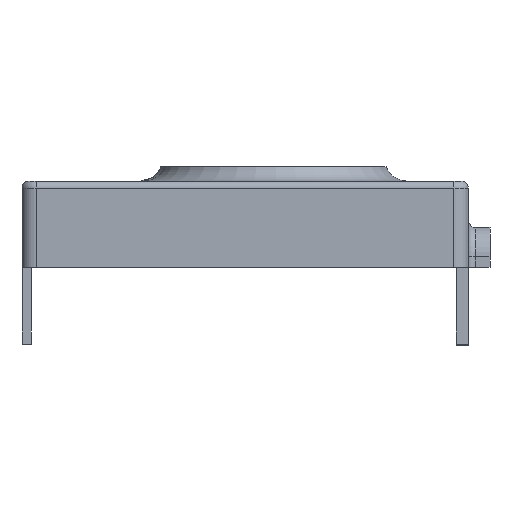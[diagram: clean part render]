
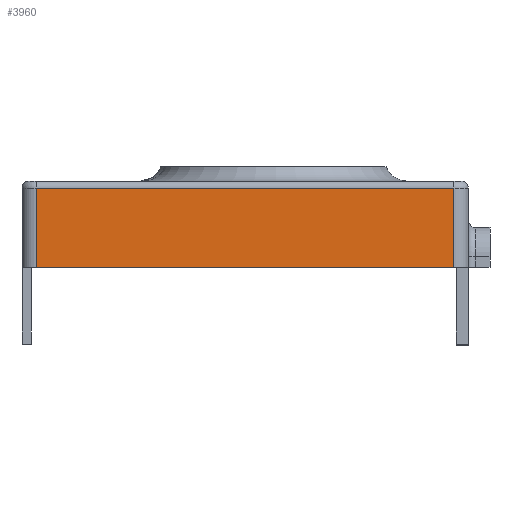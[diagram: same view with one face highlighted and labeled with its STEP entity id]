
A CAD part, front view. The second image highlights one B-rep face of the part: STEP entity #3960.
In plain terms, the highlighted planar face has unit normal (0, -1, 0).
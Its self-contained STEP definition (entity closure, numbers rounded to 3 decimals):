
#65 = VERTEX_POINT ( 'NONE', #4171 ) ;
#342 = CARTESIAN_POINT ( 'NONE',  ( 17.626, -106.137, 9. ) ) ;
#351 = CARTESIAN_POINT ( 'NONE',  ( 17.626, -106.137, 11. ) ) ;
#422 = LINE ( 'NONE', #342, #2120 ) ;
#457 = DIRECTION ( 'NONE',  ( 0., 0., -1. ) ) ;
#517 = VERTEX_POINT ( 'NONE', #351 ) ;
#612 = EDGE_CURVE ( 'NONE', #65, #3702, #1882, .T. ) ;
#656 = VERTEX_POINT ( 'NONE', #4515 ) ;
#907 = LINE ( 'NONE', #2394, #1109 ) ;
#1051 = EDGE_CURVE ( 'NONE', #656, #517, #422, .T. ) ;
#1076 = EDGE_CURVE ( 'NONE', #517, #65, #2995, .T. ) ;
#1109 = VECTOR ( 'NONE', #1361, 1000. ) ;
#1361 = DIRECTION ( 'NONE',  ( 1., 0., 0. ) ) ;
#1517 = ORIENTED_EDGE ( 'NONE', *, *, #1076, .T. ) ;
#1618 = FACE_OUTER_BOUND ( 'NONE', #3503, .T. ) ;
#1882 = LINE ( 'NONE', #4098, #2857 ) ;
#2120 = VECTOR ( 'NONE', #4437, 1000. ) ;
#2192 = ORIENTED_EDGE ( 'NONE', *, *, #2346, .T. ) ;
#2270 = DIRECTION ( 'NONE',  ( -1., 0., 0. ) ) ;
#2346 = EDGE_CURVE ( 'NONE', #3702, #656, #907, .T. ) ;
#2378 = DIRECTION ( 'NONE',  ( 0., 0., 1. ) ) ;
#2394 = CARTESIAN_POINT ( 'NONE',  ( -42.361, -106.137, 0. ) ) ;
#2745 = AXIS2_PLACEMENT_3D ( 'NONE', #4230, #4597, #2378 ) ;
#2768 = ORIENTED_EDGE ( 'NONE', *, *, #1051, .T. ) ;
#2857 = VECTOR ( 'NONE', #457, 1000. ) ;
#2984 = VECTOR ( 'NONE', #2270, 1000. ) ;
#2995 = LINE ( 'NONE', #3341, #2984 ) ;
#3110 = PLANE ( 'NONE',  #2745 ) ;
#3303 = CARTESIAN_POINT ( 'NONE',  ( -40.361, -106.137, 0. ) ) ;
#3341 = CARTESIAN_POINT ( 'NONE',  ( -40.361, -106.137, 11. ) ) ;
#3503 = EDGE_LOOP ( 'NONE', ( #2768, #1517, #4312, #2192 ) ) ;
#3702 = VERTEX_POINT ( 'NONE', #3303 ) ;
#3960 = ADVANCED_FACE ( 'NONE', ( #1618 ), #3110, .F. ) ;
#4098 = CARTESIAN_POINT ( 'NONE',  ( -40.361, -106.137, 9. ) ) ;
#4171 = CARTESIAN_POINT ( 'NONE',  ( -40.361, -106.137, 11. ) ) ;
#4230 = CARTESIAN_POINT ( 'NONE',  ( -42.361, -106.137, 9. ) ) ;
#4312 = ORIENTED_EDGE ( 'NONE', *, *, #612, .T. ) ;
#4437 = DIRECTION ( 'NONE',  ( 0., 0., 1. ) ) ;
#4515 = CARTESIAN_POINT ( 'NONE',  ( 17.626, -106.137, 0. ) ) ;
#4597 = DIRECTION ( 'NONE',  ( 0., 1., 0. ) ) ;
